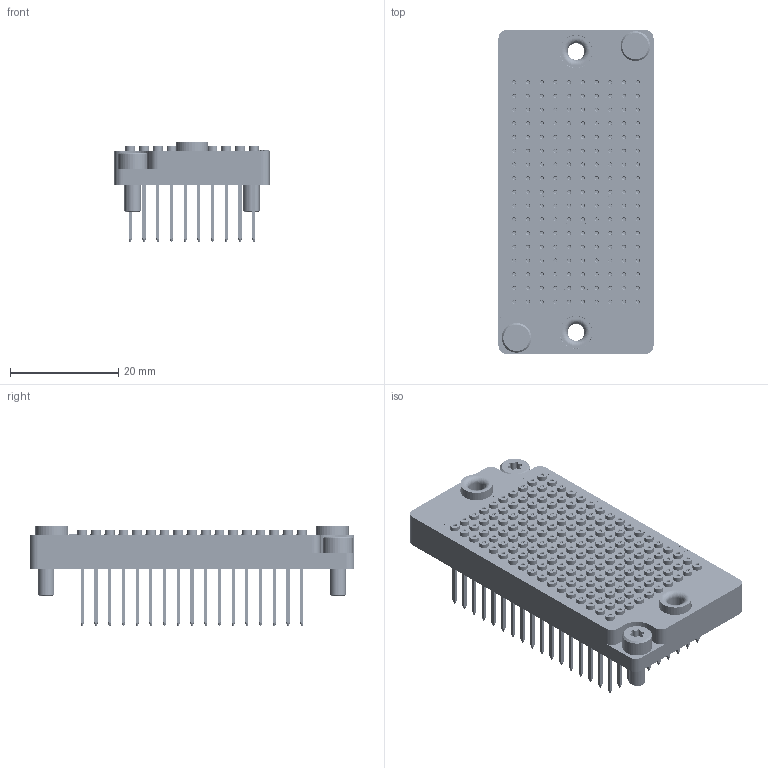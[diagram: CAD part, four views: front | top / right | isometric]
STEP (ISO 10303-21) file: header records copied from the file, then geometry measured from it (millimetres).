
FILE_DESCRIPTION (( 'STEP AP214' ), '1' );
FILE_NAME ('INGUN_38692.STEP', '2023-01-13T08:23:48', ( '' ), ( '' ), 'SwSTEP 2.0', 'SolidWorks 2021', '' );
FILE_SCHEMA (( 'AUTOMOTIVE_DESIGN' ));
Length unit declared in the file: millimetre
Products named in the file (7): 38693~1; KT-Master__ADA~kt_KT-158 06; 3352_Bohrbuchse_Ø3,1~0; INFO_4615~0_S; 38693~1_S; DIN912~n_M03,0x008; INGUN_38692
Assembly tree (177 placements, depth 3):
  INGUN_38692
    38693~1_S
      38693~1
      INFO_4615~0_S
    KT-Master__ADA~kt_KT-158 06  x170
    3352_Bohrbuchse_Ø3,1~0  x2
    DIN912~n_M03,0x008  x2
Bounding box: 28.7 x 60 x 18.66 mm (x, y, z)
Volume: 11094.9 mm3; surface area: 20417 mm2
Topology: 380 solids, 380 shells, 7007 faces, 15645 edges, 9572 vertices
Faces by surface type: cylinder 2452, cone 2056, plane 2012, torus 344, bspline 143
Entity records: 43544 total; most frequent: CARTESIAN_POINT 14299, ORIENTED_EDGE 4740, DIRECTION 4732, EDGE_CURVE 2370, AXIS2_PLACEMENT_3D 1740, VERTEX_POINT 1571, EDGE_LOOP 1263, LINE 1252
